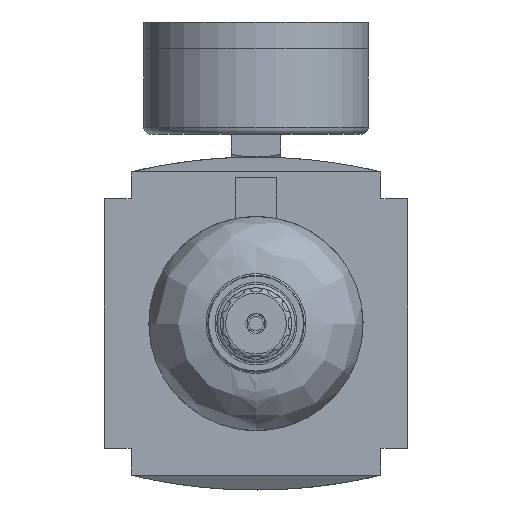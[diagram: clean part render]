
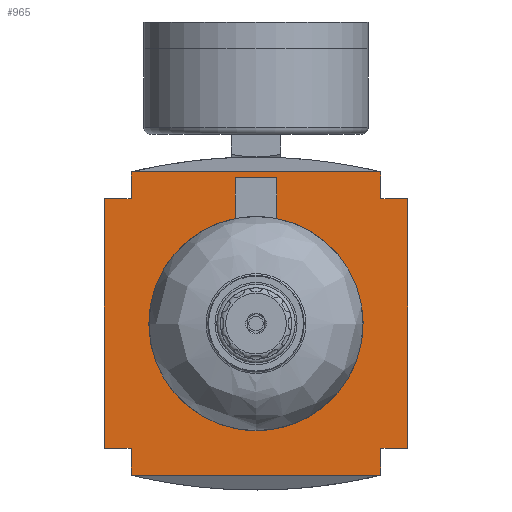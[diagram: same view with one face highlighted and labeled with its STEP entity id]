
A CAD part, front view. The second image highlights one B-rep face of the part: STEP entity #965.
In plain terms, the highlighted planar face has unit normal (0, -1, 0).
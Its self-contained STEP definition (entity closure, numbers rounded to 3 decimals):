
#965 = ADVANCED_FACE( '', ( #2415 ), #2416, .F. );
#2415 = FACE_OUTER_BOUND( '', #4432, .T. );
#2416 = PLANE( '', #4433 );
#4432 = EDGE_LOOP( '', ( #7188, #7189, #7190, #7191, #7192, #7193, #7194, #7195, #7196, #7197, #7198, #7199 ) );
#4433 = AXIS2_PLACEMENT_3D( '', #7200, #7201, #7202 );
#7188 = ORIENTED_EDGE( '', *, *, #12567, .F. );
#7189 = ORIENTED_EDGE( '', *, *, #12568, .F. );
#7190 = ORIENTED_EDGE( '', *, *, #12569, .F. );
#7191 = ORIENTED_EDGE( '', *, *, #12314, .T. );
#7192 = ORIENTED_EDGE( '', *, *, #12570, .F. );
#7193 = ORIENTED_EDGE( '', *, *, #12571, .T. );
#7194 = ORIENTED_EDGE( '', *, *, #12357, .F. );
#7195 = ORIENTED_EDGE( '', *, *, #12572, .T. );
#7196 = ORIENTED_EDGE( '', *, *, #12573, .T. );
#7197 = ORIENTED_EDGE( '', *, *, #12574, .F. );
#7198 = ORIENTED_EDGE( '', *, *, #12141, .F. );
#7199 = ORIENTED_EDGE( '', *, *, #12575, .T. );
#7200 = CARTESIAN_POINT( '', ( 0., -51., 103.36 ) );
#7201 = DIRECTION( '', ( 0., 1., 0. ) );
#7202 = DIRECTION( '', ( 0., 0., 1. ) );
#12141 = EDGE_CURVE( '', #14592, #14581, #14594, .T. );
#12314 = EDGE_CURVE( '', #14903, #14901, #14904, .T. );
#12357 = EDGE_CURVE( '', #14973, #14976, #14977, .T. );
#12567 = EDGE_CURVE( '', #15325, #15326, #15327, .T. );
#12568 = EDGE_CURVE( '', #15328, #15325, #15329, .T. );
#12569 = EDGE_CURVE( '', #14903, #15328, #15330, .T. );
#12570 = EDGE_CURVE( '', #15331, #14901, #15332, .T. );
#12571 = EDGE_CURVE( '', #15331, #14976, #15333, .T. );
#12572 = EDGE_CURVE( '', #14973, #15334, #15335, .T. );
#12573 = EDGE_CURVE( '', #15334, #15336, #15337, .T. );
#12574 = EDGE_CURVE( '', #14581, #15336, #15338, .T. );
#12575 = EDGE_CURVE( '', #14592, #15326, #15339, .T. );
#14581 = VERTEX_POINT( '', #18338 );
#14592 = VERTEX_POINT( '', #18355 );
#14594 = LINE( '', #18358, #18359 );
#14901 = VERTEX_POINT( '', #18793 );
#14903 = VERTEX_POINT( '', #18796 );
#14904 = LINE( '', #18797, #18798 );
#14973 = VERTEX_POINT( '', #19045 );
#14976 = VERTEX_POINT( '', #19049 );
#14977 = LINE( '', #19050, #19051 );
#15325 = VERTEX_POINT( '', #19702 );
#15326 = VERTEX_POINT( '', #19703 );
#15327 = LINE( '', #19704, #19705 );
#15328 = VERTEX_POINT( '', #19706 );
#15329 = LINE( '', #19707, #19708 );
#15330 = LINE( '', #19709, #19710 );
#15331 = VERTEX_POINT( '', #19711 );
#15332 = LINE( '', #19712, #19713 );
#15333 = LINE( '', #19714, #19715 );
#15334 = VERTEX_POINT( '', #19716 );
#15335 = LINE( '', #19717, #19718 );
#15336 = VERTEX_POINT( '', #19719 );
#15337 = LINE( '', #19720, #19721 );
#15338 = LINE( '', #19722, #19723 );
#15339 = LINE( '', #19724, #19725 );
#18338 = CARTESIAN_POINT( '', ( -35., -51., -35. ) );
#18355 = CARTESIAN_POINT( '', ( -35., -51., -42.5 ) );
#18358 = CARTESIAN_POINT( '', ( -35., -51., -42.5 ) );
#18359 = VECTOR( '', #24030, 1000. );
#18793 = CARTESIAN_POINT( '', ( 35., -51., 35. ) );
#18796 = CARTESIAN_POINT( '', ( 42.5, -51., 35. ) );
#18797 = CARTESIAN_POINT( '', ( 42.5, -51., 35. ) );
#18798 = VECTOR( '', #24300, 1000. );
#19045 = CARTESIAN_POINT( '', ( -35., -51., 35. ) );
#19049 = CARTESIAN_POINT( '', ( -35., -51., 42.5 ) );
#19050 = CARTESIAN_POINT( '', ( -35., -51., -42.5 ) );
#19051 = VECTOR( '', #24345, 1000. );
#19702 = CARTESIAN_POINT( '', ( 35., -51., -35. ) );
#19703 = CARTESIAN_POINT( '', ( 35., -51., -42.5 ) );
#19704 = CARTESIAN_POINT( '', ( 35., -51., 42.5 ) );
#19705 = VECTOR( '', #24579, 1000. );
#19706 = CARTESIAN_POINT( '', ( 42.5, -51., -35. ) );
#19707 = CARTESIAN_POINT( '', ( 42.5, -51., -35. ) );
#19708 = VECTOR( '', #24580, 1000. );
#19709 = CARTESIAN_POINT( '', ( 42.5, -51., 35. ) );
#19710 = VECTOR( '', #24581, 1000. );
#19711 = CARTESIAN_POINT( '', ( 35., -51., 42.5 ) );
#19712 = CARTESIAN_POINT( '', ( 35., -51., 42.5 ) );
#19713 = VECTOR( '', #24582, 1000. );
#19714 = CARTESIAN_POINT( '', ( 0., -51., 42.5 ) );
#19715 = VECTOR( '', #24583, 1000. );
#19716 = CARTESIAN_POINT( '', ( -42.5, -51., 35. ) );
#19717 = CARTESIAN_POINT( '', ( 42.5, -51., 35. ) );
#19718 = VECTOR( '', #24584, 1000. );
#19719 = CARTESIAN_POINT( '', ( -42.5, -51., -35. ) );
#19720 = CARTESIAN_POINT( '', ( -42.5, -51., 35. ) );
#19721 = VECTOR( '', #24585, 1000. );
#19722 = CARTESIAN_POINT( '', ( 42.5, -51., -35. ) );
#19723 = VECTOR( '', #24586, 1000. );
#19724 = CARTESIAN_POINT( '', ( 0., -51., -42.5 ) );
#19725 = VECTOR( '', #24587, 1000. );
#24030 = DIRECTION( '', ( 0., 0., 1. ) );
#24300 = DIRECTION( '', ( -1., 0., 0. ) );
#24345 = DIRECTION( '', ( 0., 0., 1. ) );
#24579 = DIRECTION( '', ( 0., 0., -1. ) );
#24580 = DIRECTION( '', ( -1., 0., 0. ) );
#24581 = DIRECTION( '', ( 0., 0., -1. ) );
#24582 = DIRECTION( '', ( 0., 0., -1. ) );
#24583 = DIRECTION( '', ( -1., 0., 0. ) );
#24584 = DIRECTION( '', ( -1., 0., 0. ) );
#24585 = DIRECTION( '', ( 0., 0., -1. ) );
#24586 = DIRECTION( '', ( -1., 0., 0. ) );
#24587 = DIRECTION( '', ( 1., 0., 0. ) );
